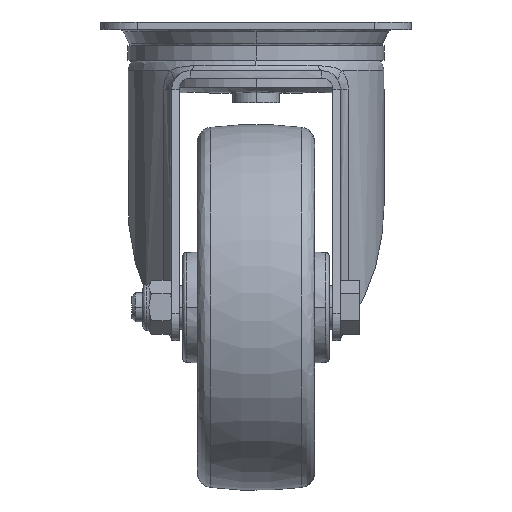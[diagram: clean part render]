
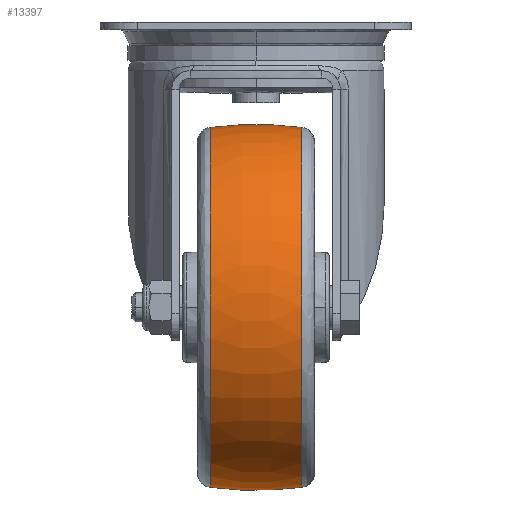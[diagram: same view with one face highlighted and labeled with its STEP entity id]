
A CAD part, top view. The second image highlights one B-rep face of the part: STEP entity #13397.
In plain terms, the highlighted toroidal (fillet/blend) face has major radius 50 mm and minor radius 100 mm.
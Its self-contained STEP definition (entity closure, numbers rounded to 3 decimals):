
#830 = EDGE_CURVE ( 'NONE', #9223, #14894, #10948, .T. ) ;
#835 = CARTESIAN_POINT ( 'NONE',  ( 0., -70.2, 38. ) ) ;
#1101 = CARTESIAN_POINT ( 'NONE',  ( 0., -20.2, 38. ) ) ;
#1748 = AXIS2_PLACEMENT_3D ( 'NONE', #835, #14256, #3275 ) ;
#3275 = DIRECTION ( 'NONE',  ( 0., -1., 0. ) ) ;
#3375 = ORIENTED_EDGE ( 'NONE', *, *, #8687, .F. ) ;
#4529 = CARTESIAN_POINT ( 'NONE',  ( -12.5, -119.416, 38. ) ) ;
#4777 = EDGE_CURVE ( 'NONE', #12430, #9223, #12141, .T. ) ;
#5084 = CARTESIAN_POINT ( 'NONE',  ( 12.5, -119.416, 38. ) ) ;
#5135 = CIRCLE ( 'NONE', #14311, 49.216 ) ;
#5309 = CARTESIAN_POINT ( 'NONE',  ( 0., -120.2, 38. ) ) ;
#5474 = DIRECTION ( 'NONE',  ( 0., -1., 0. ) ) ;
#6486 = AXIS2_PLACEMENT_3D ( 'NONE', #1101, #11068, #11810 ) ;
#6823 = DIRECTION ( 'NONE',  ( 1., 0., 0. ) ) ;
#7305 = ORIENTED_EDGE ( 'NONE', *, *, #830, .F. ) ;
#7835 = CARTESIAN_POINT ( 'NONE',  ( 12.5, -70.2, 38. ) ) ;
#8003 = CIRCLE ( 'NONE', #12196, 100. ) ;
#8010 = DIRECTION ( 'NONE',  ( 0., -1., 0. ) ) ;
#8687 = EDGE_CURVE ( 'NONE', #14894, #15528, #5135, .T. ) ;
#8791 = TOROIDAL_SURFACE ( 'NONE', #1748, -50., 100. ) ;
#9223 = VERTEX_POINT ( 'NONE', #5084 ) ;
#9491 = FACE_OUTER_BOUND ( 'NONE', #11005, .T. ) ;
#10518 = DIRECTION ( 'NONE',  ( 0., -1., 0. ) ) ;
#10522 = ORIENTED_EDGE ( 'NONE', *, *, #13200, .T. ) ;
#10948 = CIRCLE ( 'NONE', #6486, 100. ) ;
#11005 = EDGE_LOOP ( 'NONE', ( #14346, #10522, #3375, #7305 ) ) ;
#11068 = DIRECTION ( 'NONE',  ( 0., 0., -1. ) ) ;
#11262 = CARTESIAN_POINT ( 'NONE',  ( -12.5, -20.984, 38. ) ) ;
#11810 = DIRECTION ( 'NONE',  ( -1., 0., 0. ) ) ;
#12141 = CIRCLE ( 'NONE', #15010, 49.216 ) ;
#12196 = AXIS2_PLACEMENT_3D ( 'NONE', #5309, #14247, #8010 ) ;
#12430 = VERTEX_POINT ( 'NONE', #14459 ) ;
#12937 = CARTESIAN_POINT ( 'NONE',  ( -12.5, -70.2, 38. ) ) ;
#13200 = EDGE_CURVE ( 'NONE', #12430, #15528, #8003, .T. ) ;
#13397 = ADVANCED_FACE ( 'NONE', ( #9491 ), #8791, .T. ) ;
#13925 = DIRECTION ( 'NONE',  ( -1., 0., 0. ) ) ;
#14247 = DIRECTION ( 'NONE',  ( 0., 0., 1. ) ) ;
#14256 = DIRECTION ( 'NONE',  ( -1., 0., 0. ) ) ;
#14311 = AXIS2_PLACEMENT_3D ( 'NONE', #12937, #13925, #5474 ) ;
#14346 = ORIENTED_EDGE ( 'NONE', *, *, #4777, .F. ) ;
#14459 = CARTESIAN_POINT ( 'NONE',  ( 12.5, -20.984, 38. ) ) ;
#14894 = VERTEX_POINT ( 'NONE', #4529 ) ;
#15010 = AXIS2_PLACEMENT_3D ( 'NONE', #7835, #6823, #10518 ) ;
#15528 = VERTEX_POINT ( 'NONE', #11262 ) ;
